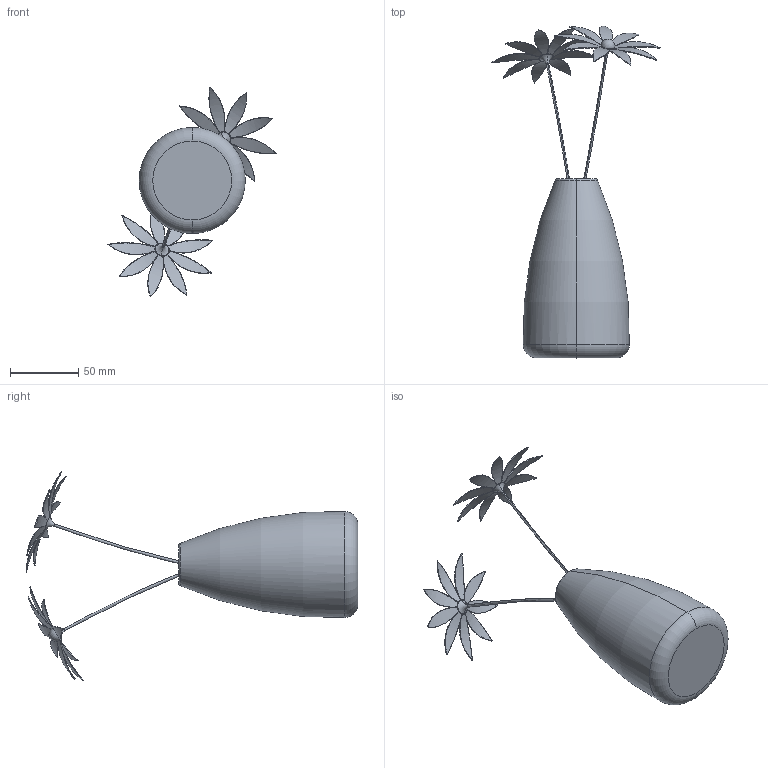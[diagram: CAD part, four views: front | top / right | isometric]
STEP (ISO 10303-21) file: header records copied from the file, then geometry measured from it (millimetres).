
FILE_DESCRIPTION (( 'STEP AP203' ), '1' );
FILE_NAME ('fff.STEP', '2012-05-06T13:42:46', ( 'PADIDEH GROUP' ), ( 'www.PadidehSoft.com' ), 'SwSTEP 2.0', 'SolidWorks 2012', '' );
FILE_SCHEMA (( 'CONFIG_CONTROL_DESIGN' ));
Length unit declared in the file: millimetre
Products named in the file (3): fff; f3; gol
Assembly tree (3 placements, depth 2):
  fff
    gol
    f3  x2
Bounding box: 123.43 x 243.86 x 153.64 mm (x, y, z)
Volume: 192481.1 mm3; surface area: 65131.9 mm2
Topology: 23 solids, 23 shells, 162 faces, 340 edges, 222 vertices
Faces by surface type: cylinder 94, plane 44, torus 16, sphere 4, bspline 4
Entity records: 3254 total; most frequent: CARTESIAN_POINT 1211, ORIENTED_EDGE 358, DIRECTION 333, EDGE_CURVE 179, AXIS2_PLACEMENT_3D 134, VERTEX_POINT 116, EDGE_LOOP 89, FACE_OUTER_BOUND 88
